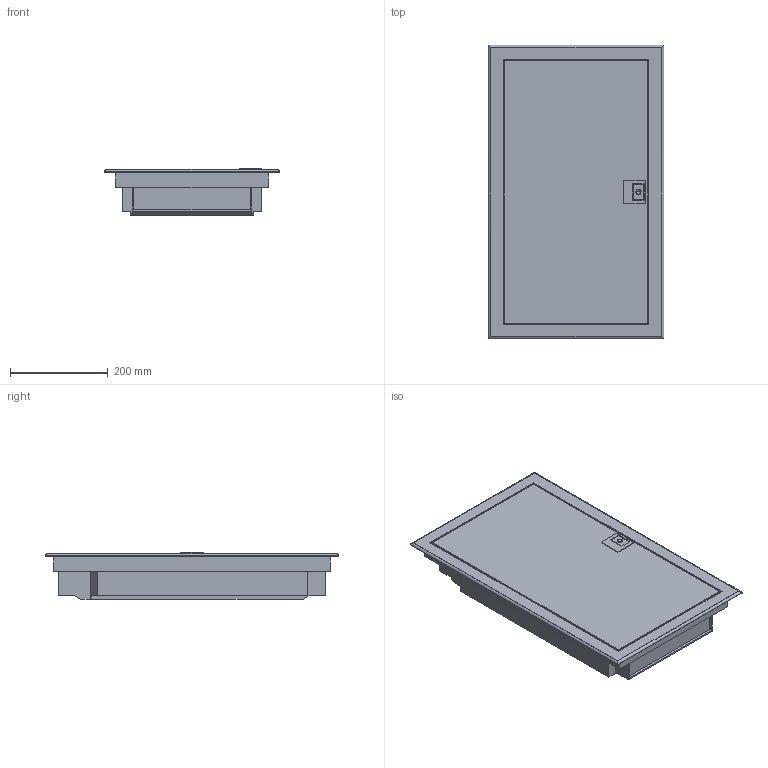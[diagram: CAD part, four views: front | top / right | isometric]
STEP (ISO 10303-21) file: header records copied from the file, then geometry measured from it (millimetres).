
FILE_DESCRIPTION (( 'STEP AP214' ), '1' );
FILE_NAME ('MKP54-V-42-30-01 - 帎眄 4_42.STEP', '2016-08-01T06:32:51', ( '' ), ( '' ), 'SwSTEP 2.0', 'SolidWorks 2014', '' );
FILE_SCHEMA (( 'AUTOMOTIVE_DESIGN' ));
Length unit declared in the file: millimetre
Products named in the file (1): MKP54-V-42-30-01 - 帎眄 4_42
Bounding box: 360 x 602 x 95.5 mm (x, y, z)
Volume: 1771129.2 mm3; surface area: 1578784.1 mm2
Topology: 7 solids, 7 shells, 357 faces, 936 edges, 605 vertices
Faces by surface type: plane 241, cylinder 100, sphere 14, torus 2
Entity records: 10914 total; most frequent: CARTESIAN_POINT 1923, ORIENTED_EDGE 1856, DIRECTION 1824, EDGE_CURVE 928, LINE 724, VECTOR 724, VERTEX_POINT 601, AXIS2_PLACEMENT_3D 550
